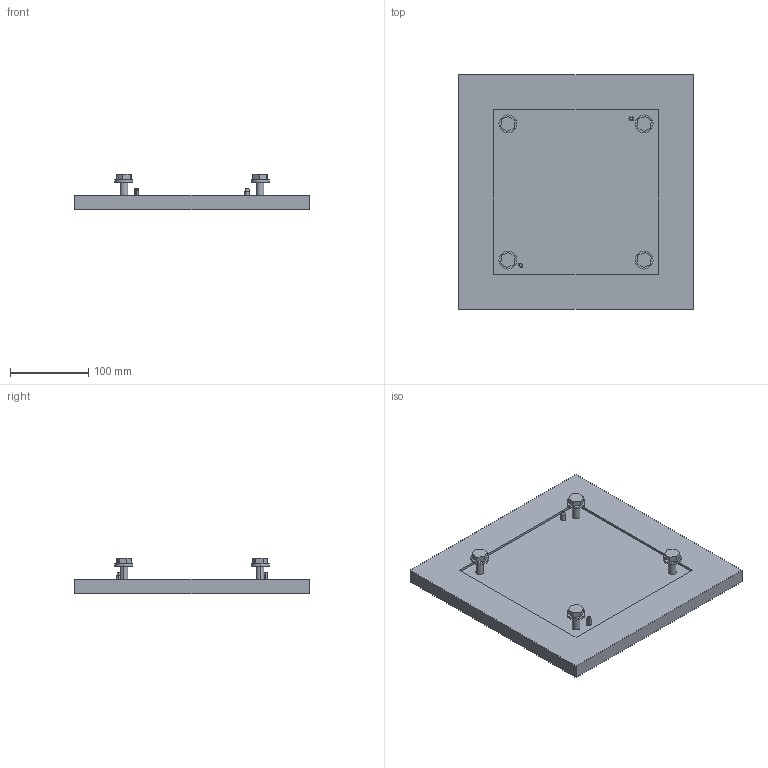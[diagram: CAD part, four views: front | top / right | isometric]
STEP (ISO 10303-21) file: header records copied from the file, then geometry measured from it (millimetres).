
FILE_DESCRIPTION (( 'STEP AP203' ), '1' );
FILE_NAME ('Baseplate_Default_sldprt.STEP', '2017-03-29T10:52:44', ( 'Jeffrey Minnaard' ), ( 'HP' ), 'SwSTEP 2.0', 'SolidWorks 2016', '' );
FILE_SCHEMA (( 'CONFIG_CONTROL_DESIGN' ));
Length unit declared in the file: millimetre
Products named in the file (1): Baseplate_Default_sldprt
Bounding box: 300 x 300 x 44.8 mm (x, y, z)
Volume: 1505396.1 mm3; surface area: 213304.5 mm2
Topology: 1 solids, 4 shells, 122 faces, 274 edges, 176 vertices
Faces by surface type: plane 64, cylinder 38, cone 16, bspline 4
Entity records: 3695 total; most frequent: CARTESIAN_POINT 837, DIRECTION 600, ORIENTED_EDGE 540, EDGE_CURVE 270, AXIS2_PLACEMENT_3D 221, VERTEX_POINT 176, VECTOR 158, LINE 158
